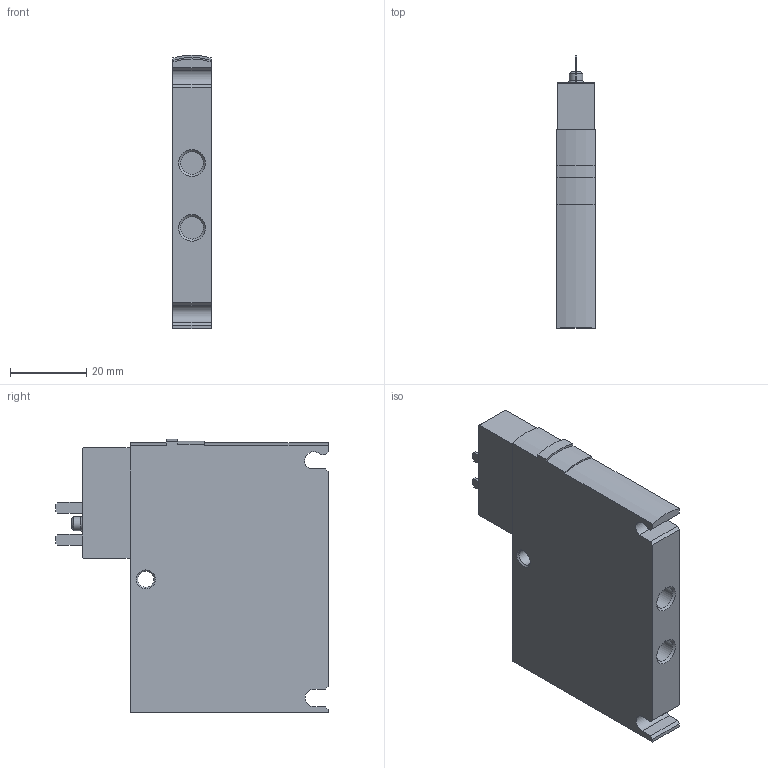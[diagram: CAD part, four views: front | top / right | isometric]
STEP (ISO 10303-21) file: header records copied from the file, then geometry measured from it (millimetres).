
FILE_DESCRIPTION(/* description */ ('STEP AP214'),/* implementation_level */ '2;1');
FILE_NAME(/* name */ '550696_CPV10-M1H-5LS-M7-B-EX',/* time_stamp */ '2024-08-06T22:47:30+02:00',/* author */ ('License CC BY-ND 4.0'),/* organization */ ('CADENAS'),/* preprocessor_version */ 'ST-DEVELOPER v19.3',/* originating_system */ 'PARTsolutions',/* authorisation */ ' ');
FILE_SCHEMA (('AUTOMOTIVE_DESIGN {1 0 10303 214 3 1 1}'));
Length unit declared in the file: millimetre
Products named in the file (1): 550696 CPV10-M1H-5LS-M7-B-EX
Bounding box: 10 x 71.5 x 71.8 mm (x, y, z)
Volume: 39280.7 mm3; surface area: 11313 mm2
Topology: 1 solids, 1 shells, 60 faces, 147 edges, 96 vertices
Faces by surface type: plane 43, cylinder 11, cone 5, torus 1
Full cylindrical faces by diameter (mm): 1.5 x1, 3.6 x1, 4.2 x1, 5.917 x2
Entity records: 2145 total; most frequent: CARTESIAN_POINT 293, DIRECTION 286, ORIENTED_EDGE 272, EDGE_CURVE 136, LINE 108, VECTOR 108, VERTEX_POINT 96, AXIS2_PLACEMENT_3D 89
